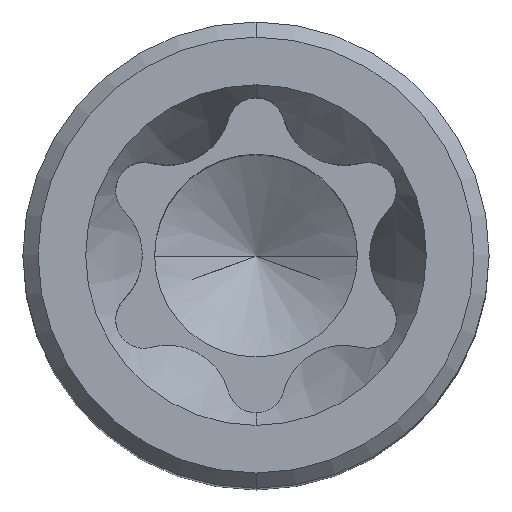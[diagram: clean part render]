
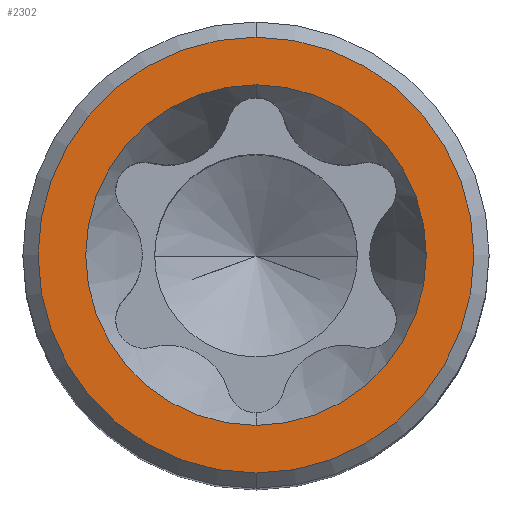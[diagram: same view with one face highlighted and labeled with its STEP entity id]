
A CAD part, top view. The second image highlights one B-rep face of the part: STEP entity #2302.
In plain terms, the highlighted planar face has unit normal (0, 0, 1).
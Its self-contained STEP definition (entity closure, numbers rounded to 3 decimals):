
#899=CARTESIAN_POINT('',(0.,0.,50.));
#900=DIRECTION('',(0.,0.,-1.));
#901=DIRECTION('',(0.,1.,0.));
#902=AXIS2_PLACEMENT_3D('',#899,#900,#901);
#904=CARTESIAN_POINT('',(0.,0.,50.));
#905=DIRECTION('',(0.,0.,-1.));
#906=DIRECTION('',(0.,-1.,0.));
#907=AXIS2_PLACEMENT_3D('',#904,#905,#906);
#909=CARTESIAN_POINT('',(0.,0.,50.));
#910=DIRECTION('',(0.,0.,1.));
#911=DIRECTION('',(0.,-1.,0.));
#912=AXIS2_PLACEMENT_3D('',#909,#910,#911);
#914=CARTESIAN_POINT('',(0.,0.,50.));
#915=DIRECTION('',(0.,0.,1.));
#916=DIRECTION('',(0.,1.,0.));
#917=AXIS2_PLACEMENT_3D('',#914,#915,#916);
#1275=CARTESIAN_POINT('',(0.,3.36,50.));
#1276=CARTESIAN_POINT('',(0.,-3.36,50.));
#1277=VERTEX_POINT('',#1275);
#1278=VERTEX_POINT('',#1276);
#1283=CARTESIAN_POINT('',(0.,-4.3,50.));
#1284=CARTESIAN_POINT('',(0.,4.3,50.));
#1285=VERTEX_POINT('',#1283);
#1286=VERTEX_POINT('',#1284);
#2286=CARTESIAN_POINT('',(0.,0.,50.));
#2287=DIRECTION('',(0.,0.,1.));
#2288=DIRECTION('',(0.,1.,0.));
#2289=AXIS2_PLACEMENT_3D('',#2286,#2287,#2288);
#2290=PLANE('',#2289);
#2291=ORIENTED_EDGE('',*,*,#2276,.F.);
#2293=ORIENTED_EDGE('',*,*,#2292,.F.);
#2294=EDGE_LOOP('',(#2291,#2293));
#2295=FACE_OUTER_BOUND('',#2294,.F.);
#2297=ORIENTED_EDGE('',*,*,#2296,.F.);
#2299=ORIENTED_EDGE('',*,*,#2298,.F.);
#2300=EDGE_LOOP('',(#2297,#2299));
#2301=FACE_BOUND('',#2300,.F.);
#2302=ADVANCED_FACE('',(#2295,#2301),#2290,.T.);
#903=CIRCLE('',#902,3.36);
#908=CIRCLE('',#907,3.36);
#913=CIRCLE('',#912,4.3);
#918=CIRCLE('',#917,4.3);
#2276=EDGE_CURVE('',#1285,#1286,#913,.T.);
#2292=EDGE_CURVE('',#1286,#1285,#918,.T.);
#2296=EDGE_CURVE('',#1277,#1278,#903,.T.);
#2298=EDGE_CURVE('',#1278,#1277,#908,.T.);
